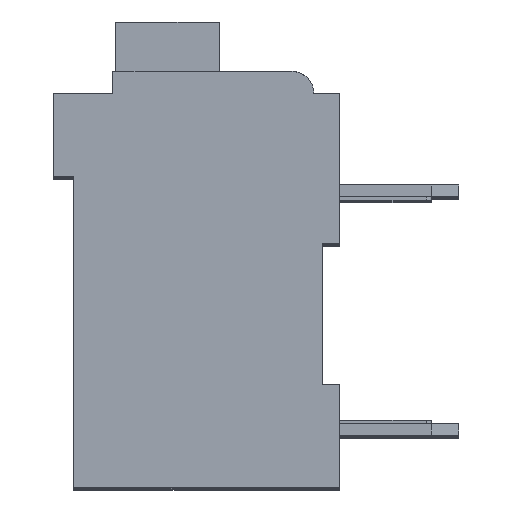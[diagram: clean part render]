
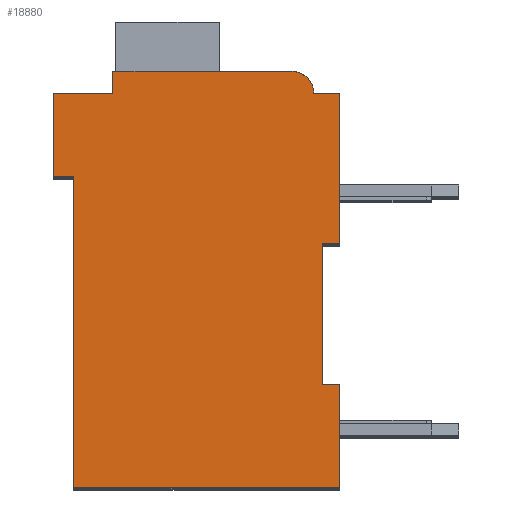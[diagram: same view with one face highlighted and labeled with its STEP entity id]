
A CAD part, top view. The second image highlights one B-rep face of the part: STEP entity #18880.
In plain terms, the highlighted planar face has unit normal (0, 0, 1).
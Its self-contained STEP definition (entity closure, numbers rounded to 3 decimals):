
#2130=DIRECTION('',(1.,0.,0.));
#2131=VECTOR('',#2130,0.5);
#2132=CARTESIAN_POINT('',(7.3,7.15,2.1));
#2133=LINE('',#2132,#2131);
#2134=DIRECTION('',(0.,1.,0.));
#2135=VECTOR('',#2134,4.15);
#2136=CARTESIAN_POINT('',(7.3,3.,2.1));
#2137=LINE('',#2136,#2135);
#2138=DIRECTION('',(-1.,0.,0.));
#2139=VECTOR('',#2138,0.5);
#2140=CARTESIAN_POINT('',(7.8,3.,2.1));
#2141=LINE('',#2140,#2139);
#2142=DIRECTION('',(0.,1.,0.));
#2143=VECTOR('',#2142,3.);
#2144=CARTESIAN_POINT('',(7.8,0.,2.1));
#2145=LINE('',#2144,#2143);
#2146=DIRECTION('',(1.,0.,0.));
#2147=VECTOR('',#2146,7.8);
#2148=CARTESIAN_POINT('',(0.,0.,2.1));
#2149=LINE('',#2148,#2147);
#2150=DIRECTION('',(0.,-1.,0.));
#2151=VECTOR('',#2150,9.1);
#2152=CARTESIAN_POINT('',(0.,9.1,2.1));
#2153=LINE('',#2152,#2151);
#2154=DIRECTION('',(1.,0.,0.));
#2155=VECTOR('',#2154,0.6);
#2156=CARTESIAN_POINT('',(-0.6,9.1,2.1));
#2157=LINE('',#2156,#2155);
#2158=DIRECTION('',(0.,-1.,0.));
#2159=VECTOR('',#2158,2.45);
#2160=CARTESIAN_POINT('',(-0.6,11.55,2.1));
#2161=LINE('',#2160,#2159);
#2162=DIRECTION('',(-1.,0.,0.));
#2163=VECTOR('',#2162,1.75);
#2164=CARTESIAN_POINT('',(1.15,11.55,2.1));
#2165=LINE('',#2164,#2163);
#2166=DIRECTION('',(0.,-1.,0.));
#2167=VECTOR('',#2166,0.65);
#2168=CARTESIAN_POINT('',(1.15,12.2,2.1));
#2169=LINE('',#2168,#2167);
#2170=DIRECTION('',(-1.,0.,0.));
#2171=VECTOR('',#2170,5.25);
#2172=CARTESIAN_POINT('',(6.4,12.2,2.1));
#2173=LINE('',#2172,#2171);
#2174=CARTESIAN_POINT('',(6.4,11.55,2.1));
#2175=DIRECTION('',(0.,0.,1.));
#2176=DIRECTION('',(1.,0.,0.));
#2177=AXIS2_PLACEMENT_3D('',#2174,#2175,#2176);
#2179=DIRECTION('',(-1.,0.,0.));
#2180=VECTOR('',#2179,0.75);
#2181=CARTESIAN_POINT('',(7.8,11.55,2.1));
#2182=LINE('',#2181,#2180);
#2183=DIRECTION('',(0.,1.,0.));
#2184=VECTOR('',#2183,4.4);
#2185=CARTESIAN_POINT('',(7.8,7.15,2.1));
#2186=LINE('',#2185,#2184);
#13091=CARTESIAN_POINT('',(7.3,7.15,2.1));
#13092=CARTESIAN_POINT('',(7.8,7.15,2.1));
#13093=VERTEX_POINT('',#13091);
#13094=VERTEX_POINT('',#13092);
#13095=CARTESIAN_POINT('',(7.8,11.55,2.1));
#13096=VERTEX_POINT('',#13095);
#13097=CARTESIAN_POINT('',(7.05,11.55,2.1));
#13098=VERTEX_POINT('',#13097);
#13099=CARTESIAN_POINT('',(6.4,12.2,2.1));
#13100=VERTEX_POINT('',#13099);
#13101=CARTESIAN_POINT('',(1.15,12.2,2.1));
#13102=VERTEX_POINT('',#13101);
#13103=CARTESIAN_POINT('',(1.15,11.55,2.1));
#13104=VERTEX_POINT('',#13103);
#13105=CARTESIAN_POINT('',(-0.6,11.55,2.1));
#13106=VERTEX_POINT('',#13105);
#13107=CARTESIAN_POINT('',(-0.6,9.1,2.1));
#13108=VERTEX_POINT('',#13107);
#13109=CARTESIAN_POINT('',(0.,9.1,2.1));
#13110=VERTEX_POINT('',#13109);
#13111=CARTESIAN_POINT('',(0.,0.,2.1));
#13112=VERTEX_POINT('',#13111);
#13113=CARTESIAN_POINT('',(7.8,0.,2.1));
#13114=VERTEX_POINT('',#13113);
#13115=CARTESIAN_POINT('',(7.8,3.,2.1));
#13116=VERTEX_POINT('',#13115);
#13117=CARTESIAN_POINT('',(7.3,3.,2.1));
#13118=VERTEX_POINT('',#13117);
#18850=CARTESIAN_POINT('',(0.,0.,2.1));
#18851=DIRECTION('',(0.,0.,1.));
#18852=DIRECTION('',(1.,0.,0.));
#18853=AXIS2_PLACEMENT_3D('',#18850,#18851,#18852);
#18854=PLANE('',#18853);
#18855=ORIENTED_EDGE('',*,*,#17196,.F.);
#18856=ORIENTED_EDGE('',*,*,#17861,.F.);
#18858=ORIENTED_EDGE('',*,*,#18857,.F.);
#18860=ORIENTED_EDGE('',*,*,#18859,.F.);
#18861=ORIENTED_EDGE('',*,*,#18513,.F.);
#18862=ORIENTED_EDGE('',*,*,#18390,.F.);
#18864=ORIENTED_EDGE('',*,*,#18863,.F.);
#18866=ORIENTED_EDGE('',*,*,#18865,.F.);
#18868=ORIENTED_EDGE('',*,*,#18867,.F.);
#18870=ORIENTED_EDGE('',*,*,#18869,.F.);
#18872=ORIENTED_EDGE('',*,*,#18871,.F.);
#18874=ORIENTED_EDGE('',*,*,#18873,.F.);
#18876=ORIENTED_EDGE('',*,*,#18875,.F.);
#18877=ORIENTED_EDGE('',*,*,#17557,.F.);
#18878=EDGE_LOOP('',(#18855,#18856,#18858,#18860,#18861,#18862,#18864,#18866,
#18868,#18870,#18872,#18874,#18876,#18877));
#18879=FACE_OUTER_BOUND('',#18878,.F.);
#2178=CIRCLE('',#2177,0.65);
#17196=EDGE_CURVE('',#13093,#13094,#2133,.T.);
#17557=EDGE_CURVE('',#13094,#13096,#2186,.T.);
#17861=EDGE_CURVE('',#13118,#13093,#2137,.T.);
#18390=EDGE_CURVE('',#13110,#13112,#2153,.T.);
#18513=EDGE_CURVE('',#13112,#13114,#2149,.T.);
#18857=EDGE_CURVE('',#13116,#13118,#2141,.T.);
#18859=EDGE_CURVE('',#13114,#13116,#2145,.T.);
#18863=EDGE_CURVE('',#13108,#13110,#2157,.T.);
#18865=EDGE_CURVE('',#13106,#13108,#2161,.T.);
#18867=EDGE_CURVE('',#13104,#13106,#2165,.T.);
#18869=EDGE_CURVE('',#13102,#13104,#2169,.T.);
#18871=EDGE_CURVE('',#13100,#13102,#2173,.T.);
#18873=EDGE_CURVE('',#13098,#13100,#2178,.T.);
#18875=EDGE_CURVE('',#13096,#13098,#2182,.T.);
#18880=ADVANCED_FACE('',(#18879),#18854,.T.);
